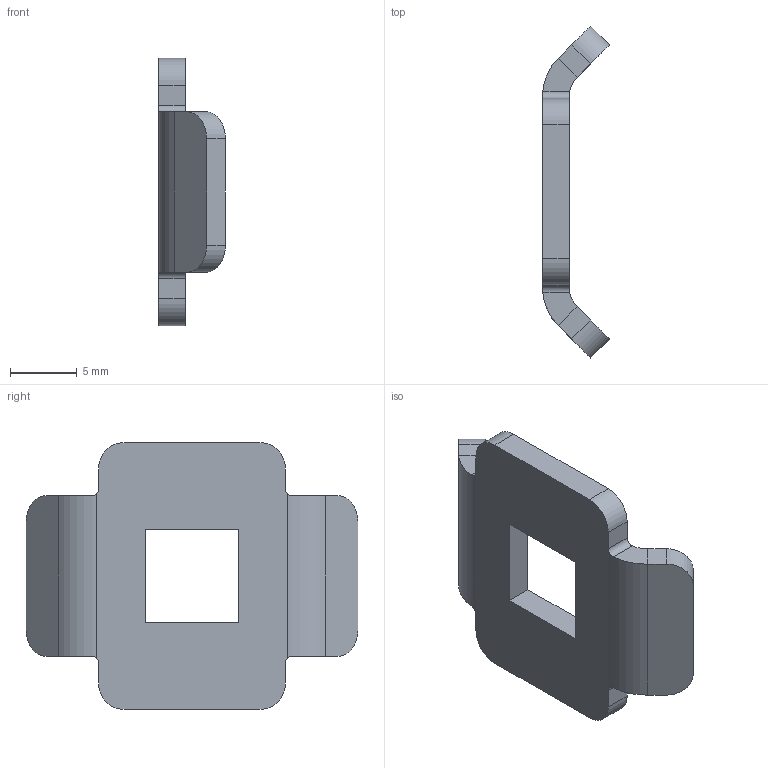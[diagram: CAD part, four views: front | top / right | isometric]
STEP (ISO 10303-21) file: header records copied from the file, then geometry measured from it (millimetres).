
FILE_DESCRIPTION (( 'STEP AP203' ), '1' );
FILE_NAME ('ÊÈÂÀ.197.00.04 Ñîåäèíèòåëü.STEP', '2023-06-09T11:46:01', ( '' ), ( '' ), 'SwSTEP 2.0', 'SolidWorks 2022', '' );
FILE_SCHEMA (( 'CONFIG_CONTROL_DESIGN' ));
Length unit declared in the file: millimetre
Products named in the file (1): КИВА.197.00.04 Соединитель
Bounding box: 5 x 24.83 x 20 mm (x, y, z)
Volume: 733.9 mm3; surface area: 958 mm2
Topology: 1 solids, 1 shells, 42 faces, 112 edges, 72 vertices
Faces by surface type: plane 26, cylinder 16
Entity records: 1393 total; most frequent: CARTESIAN_POINT 251, ORIENTED_EDGE 224, DIRECTION 222, EDGE_CURVE 112, AXIS2_PLACEMENT_3D 75, VERTEX_POINT 72, VECTOR 72, LINE 72
